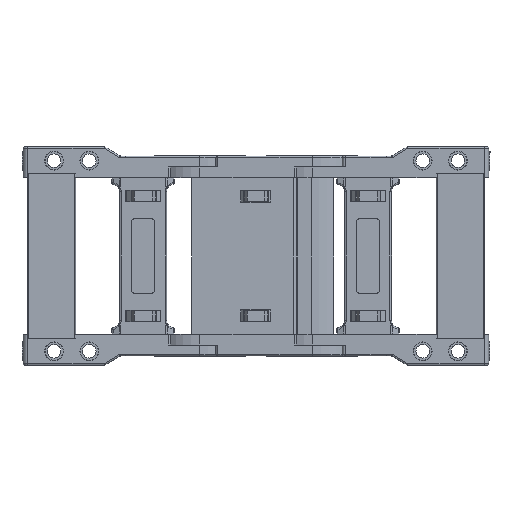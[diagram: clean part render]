
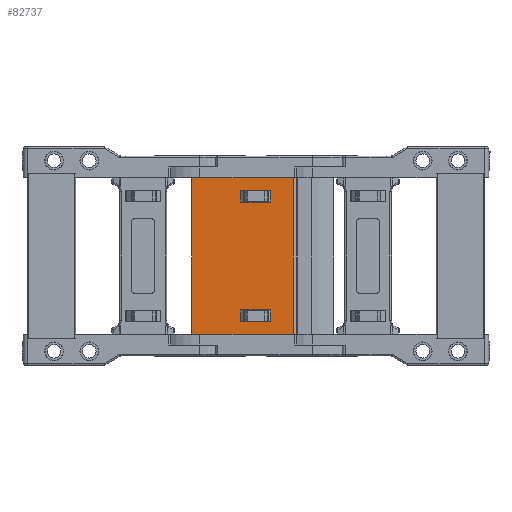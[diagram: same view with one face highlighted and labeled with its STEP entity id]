
A CAD part, front view. The second image highlights one B-rep face of the part: STEP entity #82737.
In plain terms, the highlighted planar face has unit normal (0, -1, 0).
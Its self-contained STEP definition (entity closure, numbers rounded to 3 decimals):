
#1110 = DIRECTION ( 'NONE',  ( 0., 1., 0. ) ) ;
#1475 = DIRECTION ( 'NONE',  ( 0., 0., 1. ) ) ;
#1621 = VERTEX_POINT ( 'NONE', #18978 ) ;
#1660 = VECTOR ( 'NONE', #77047, 1000. ) ;
#2950 = VECTOR ( 'NONE', #35020, 1000. ) ;
#3953 = FACE_BOUND ( 'NONE', #68304, .T. ) ;
#3971 = LINE ( 'NONE', #88980, #54297 ) ;
#4933 = DIRECTION ( 'NONE',  ( 0., 0., -1. ) ) ;
#4949 = LINE ( 'NONE', #54716, #48440 ) ;
#5841 = EDGE_CURVE ( 'NONE', #90037, #25348, #47816, .T. ) ;
#6251 = EDGE_LOOP ( 'NONE', ( #104071, #59046, #76112, #17802 ) ) ;
#8384 = CARTESIAN_POINT ( 'NONE',  ( -62.753, -30., -178.5 ) ) ;
#10216 = LINE ( 'NONE', #52069, #78113 ) ;
#10503 = VERTEX_POINT ( 'NONE', #97710 ) ;
#10541 = CARTESIAN_POINT ( 'NONE',  ( -81.753, -30., -186. ) ) ;
#11493 = VECTOR ( 'NONE', #108938, 1000. ) ;
#12092 = EDGE_CURVE ( 'NONE', #105503, #90037, #109532, .T. ) ;
#14968 = EDGE_CURVE ( 'NONE', #95110, #1621, #16575, .T. ) ;
#16136 = ORIENTED_EDGE ( 'NONE', *, *, #111187, .T. ) ;
#16442 = VECTOR ( 'NONE', #111044, 1000. ) ;
#16575 = LINE ( 'NONE', #84583, #1660 ) ;
#17802 = ORIENTED_EDGE ( 'NONE', *, *, #86269, .T. ) ;
#18978 = CARTESIAN_POINT ( 'NONE',  ( -62.753, -30., -102. ) ) ;
#20316 = FACE_OUTER_BOUND ( 'NONE', #6251, .T. ) ;
#21808 = CARTESIAN_POINT ( 'NONE',  ( -48.044, -30., -94. ) ) ;
#21920 = CARTESIAN_POINT ( 'NONE',  ( -62.753, -30., -186. ) ) ;
#22144 = CARTESIAN_POINT ( 'NONE',  ( -48.044, -30., -194. ) ) ;
#22824 = LINE ( 'NONE', #46940, #108150 ) ;
#23109 = LINE ( 'NONE', #27159, #92260 ) ;
#24222 = CARTESIAN_POINT ( 'NONE',  ( -81.753, -30., -154.25 ) ) ;
#25348 = VERTEX_POINT ( 'NONE', #31170 ) ;
#25986 = EDGE_CURVE ( 'NONE', #95527, #95110, #31330, .T. ) ;
#27159 = CARTESIAN_POINT ( 'NONE',  ( -72.253, -30., -94. ) ) ;
#29446 = ORIENTED_EDGE ( 'NONE', *, *, #14968, .T. ) ;
#31170 = CARTESIAN_POINT ( 'NONE',  ( -81.753, -30., -178.5 ) ) ;
#31330 = LINE ( 'NONE', #24222, #16442 ) ;
#32791 = VERTEX_POINT ( 'NONE', #22144 ) ;
#33968 = VERTEX_POINT ( 'NONE', #76057 ) ;
#35020 = DIRECTION ( 'NONE',  ( -1., 0., 0. ) ) ;
#35474 = VECTOR ( 'NONE', #105400, 1000. ) ;
#38334 = ORIENTED_EDGE ( 'NONE', *, *, #112284, .T. ) ;
#39466 = LINE ( 'NONE', #71299, #35474 ) ;
#40684 = CARTESIAN_POINT ( 'NONE',  ( -113.253, -30., -194. ) ) ;
#41049 = CARTESIAN_POINT ( 'NONE',  ( -57.253, -30., -186. ) ) ;
#43704 = DIRECTION ( 'NONE',  ( 0., 0., 1. ) ) ;
#44822 = CARTESIAN_POINT ( 'NONE',  ( -81.753, -30., -109.5 ) ) ;
#46940 = CARTESIAN_POINT ( 'NONE',  ( -62.753, -30., -154.25 ) ) ;
#47816 = LINE ( 'NONE', #78951, #2950 ) ;
#48273 = EDGE_CURVE ( 'NONE', #85965, #105503, #90122, .T. ) ;
#48440 = VECTOR ( 'NONE', #89533, 1000. ) ;
#49409 = EDGE_LOOP ( 'NONE', ( #38334, #16136, #52916, #29446 ) ) ;
#50474 = EDGE_CURVE ( 'NONE', #81010, #10503, #39466, .T. ) ;
#52069 = CARTESIAN_POINT ( 'NONE',  ( -48.044, -30., -285.506 ) ) ;
#52696 = LINE ( 'NONE', #90983, #75632 ) ;
#52722 = CARTESIAN_POINT ( 'NONE',  ( -57.253, -30., -154.25 ) ) ;
#52916 = ORIENTED_EDGE ( 'NONE', *, *, #25986, .T. ) ;
#53405 = AXIS2_PLACEMENT_3D ( 'NONE', #52722, #1110, #1475 ) ;
#54297 = VECTOR ( 'NONE', #107593, 1000. ) ;
#54716 = CARTESIAN_POINT ( 'NONE',  ( -57.253, -30., -194. ) ) ;
#58168 = VERTEX_POINT ( 'NONE', #21808 ) ;
#59046 = ORIENTED_EDGE ( 'NONE', *, *, #60899, .F. ) ;
#60899 = EDGE_CURVE ( 'NONE', #32791, #81010, #4949, .T. ) ;
#68304 = EDGE_LOOP ( 'NONE', ( #75094, #106513, #95094, #100150 ) ) ;
#68546 = EDGE_CURVE ( 'NONE', #25348, #85965, #52696, .T. ) ;
#71299 = CARTESIAN_POINT ( 'NONE',  ( -113.253, -30., -285.506 ) ) ;
#72999 = VECTOR ( 'NONE', #77436, 1000. ) ;
#74574 = FACE_BOUND ( 'NONE', #49409, .T. ) ;
#75094 = ORIENTED_EDGE ( 'NONE', *, *, #12092, .F. ) ;
#75632 = VECTOR ( 'NONE', #4933, 1000. ) ;
#76057 = CARTESIAN_POINT ( 'NONE',  ( -62.753, -30., -109.5 ) ) ;
#76112 = ORIENTED_EDGE ( 'NONE', *, *, #94403, .T. ) ;
#77047 = DIRECTION ( 'NONE',  ( 1., 0., 0. ) ) ;
#77436 = DIRECTION ( 'NONE',  ( 0., 0., 1. ) ) ;
#78113 = VECTOR ( 'NONE', #43704, 1000. ) ;
#78951 = CARTESIAN_POINT ( 'NONE',  ( -57.253, -30., -178.5 ) ) ;
#80517 = CARTESIAN_POINT ( 'NONE',  ( -62.753, -30., -178.5 ) ) ;
#81010 = VERTEX_POINT ( 'NONE', #40684 ) ;
#82737 = ADVANCED_FACE ( 'NONE', ( #20316, #74574, #3953 ), #96675, .F. ) ;
#84583 = CARTESIAN_POINT ( 'NONE',  ( -57.253, -30., -102. ) ) ;
#85965 = VERTEX_POINT ( 'NONE', #10541 ) ;
#86269 = EDGE_CURVE ( 'NONE', #58168, #10503, #23109, .T. ) ;
#88980 = CARTESIAN_POINT ( 'NONE',  ( -57.253, -30., -109.5 ) ) ;
#89533 = DIRECTION ( 'NONE',  ( -1., 0., 0. ) ) ;
#90037 = VERTEX_POINT ( 'NONE', #80517 ) ;
#90122 = LINE ( 'NONE', #41049, #11493 ) ;
#90983 = CARTESIAN_POINT ( 'NONE',  ( -81.753, -30., -178.5 ) ) ;
#92260 = VECTOR ( 'NONE', #96548, 1000. ) ;
#94403 = EDGE_CURVE ( 'NONE', #32791, #58168, #10216, .T. ) ;
#95094 = ORIENTED_EDGE ( 'NONE', *, *, #68546, .F. ) ;
#95110 = VERTEX_POINT ( 'NONE', #108586 ) ;
#95527 = VERTEX_POINT ( 'NONE', #44822 ) ;
#96548 = DIRECTION ( 'NONE',  ( -1., 0., 0. ) ) ;
#96675 = PLANE ( 'NONE',  #53405 ) ;
#97710 = CARTESIAN_POINT ( 'NONE',  ( -113.253, -30., -94. ) ) ;
#100150 = ORIENTED_EDGE ( 'NONE', *, *, #5841, .F. ) ;
#104071 = ORIENTED_EDGE ( 'NONE', *, *, #50474, .F. ) ;
#105400 = DIRECTION ( 'NONE',  ( 0., 0., 1. ) ) ;
#105503 = VERTEX_POINT ( 'NONE', #21920 ) ;
#106513 = ORIENTED_EDGE ( 'NONE', *, *, #48273, .F. ) ;
#107577 = DIRECTION ( 'NONE',  ( 0., 0., -1. ) ) ;
#107593 = DIRECTION ( 'NONE',  ( -1., 0., 0. ) ) ;
#108150 = VECTOR ( 'NONE', #107577, 1000. ) ;
#108586 = CARTESIAN_POINT ( 'NONE',  ( -81.753, -30., -102. ) ) ;
#108938 = DIRECTION ( 'NONE',  ( 1., 0., 0. ) ) ;
#109532 = LINE ( 'NONE', #8384, #72999 ) ;
#111044 = DIRECTION ( 'NONE',  ( 0., 0., 1. ) ) ;
#111187 = EDGE_CURVE ( 'NONE', #33968, #95527, #3971, .T. ) ;
#112284 = EDGE_CURVE ( 'NONE', #1621, #33968, #22824, .T. ) ;
